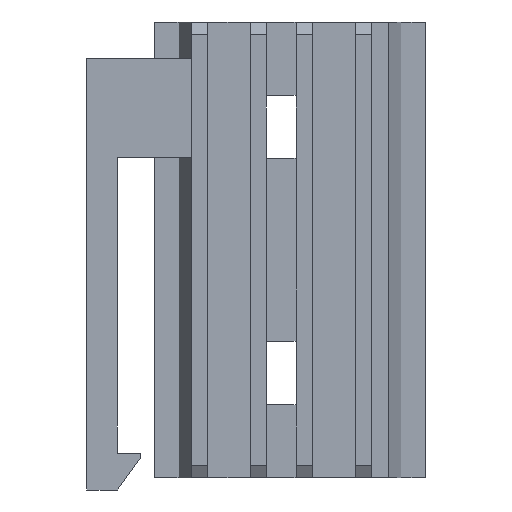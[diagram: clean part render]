
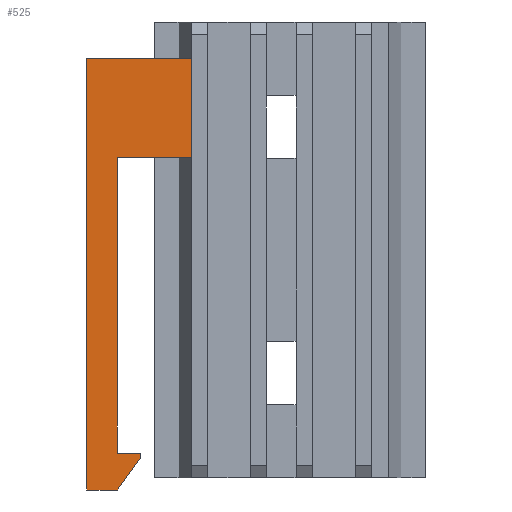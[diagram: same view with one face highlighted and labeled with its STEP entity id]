
A CAD part, front view. The second image highlights one B-rep face of the part: STEP entity #525.
In plain terms, the highlighted planar face has unit normal (0, -1, 0).
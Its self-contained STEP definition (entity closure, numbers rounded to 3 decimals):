
#54 = ORIENTED_EDGE ( 'NONE', *, *, #1704, .T. ) ;
#61 = VECTOR ( 'NONE', #1854, 1000. ) ;
#71 = EDGE_CURVE ( 'NONE', #237, #731, #1284, .T. ) ;
#93 = VERTEX_POINT ( 'NONE', #1156 ) ;
#100 = ORIENTED_EDGE ( 'NONE', *, *, #1933, .T. ) ;
#114 = ORIENTED_EDGE ( 'NONE', *, *, #71, .T. ) ;
#154 = EDGE_CURVE ( 'NONE', #1629, #375, #1782, .T. ) ;
#165 = VECTOR ( 'NONE', #780, 1000. ) ;
#205 = DIRECTION ( 'NONE',  ( 1., 0., 0. ) ) ;
#217 = CARTESIAN_POINT ( 'NONE',  ( -16.5, -1.8, 15.5 ) ) ;
#227 = CARTESIAN_POINT ( 'NONE',  ( -14., -1.8, 7.5 ) ) ;
#233 = CARTESIAN_POINT ( 'NONE',  ( -14., -1.8, -16.5 ) ) ;
#237 = VERTEX_POINT ( 'NONE', #267 ) ;
#249 = EDGE_LOOP ( 'NONE', ( #54, #606, #1812, #100, #948, #114, #787, #1855, #427 ) ) ;
#267 = CARTESIAN_POINT ( 'NONE',  ( -12.1, -1.8, -16.885 ) ) ;
#268 = LINE ( 'NONE', #1830, #393 ) ;
#285 = VERTEX_POINT ( 'NONE', #608 ) ;
#375 = VERTEX_POINT ( 'NONE', #227 ) ;
#393 = VECTOR ( 'NONE', #1801, 1000. ) ;
#394 = EDGE_CURVE ( 'NONE', #285, #93, #1282, .T. ) ;
#427 = ORIENTED_EDGE ( 'NONE', *, *, #1902, .T. ) ;
#520 = DIRECTION ( 'NONE',  ( 0., 0., 1. ) ) ;
#525 = ADVANCED_FACE ( 'NONE', ( #1745 ), #1345, .F. ) ;
#552 = CARTESIAN_POINT ( 'NONE',  ( -14., -1.8, -19.5 ) ) ;
#592 = LINE ( 'NONE', #778, #1348 ) ;
#606 = ORIENTED_EDGE ( 'NONE', *, *, #1590, .T. ) ;
#608 = CARTESIAN_POINT ( 'NONE',  ( -16.5, -1.8, 15.5 ) ) ;
#644 = DIRECTION ( 'NONE',  ( 0.588, 0., 0.809 ) ) ;
#694 = VERTEX_POINT ( 'NONE', #1739 ) ;
#707 = CARTESIAN_POINT ( 'NONE',  ( -16.5, -1.8, -19.5 ) ) ;
#731 = VERTEX_POINT ( 'NONE', #895 ) ;
#752 = CARTESIAN_POINT ( 'NONE',  ( -12.1, -1.8, -16.885 ) ) ;
#778 = CARTESIAN_POINT ( 'NONE',  ( -14., -1.8, -19.5 ) ) ;
#780 = DIRECTION ( 'NONE',  ( -1., 0., 0. ) ) ;
#787 = ORIENTED_EDGE ( 'NONE', *, *, #1941, .T. ) ;
#793 = EDGE_CURVE ( 'NONE', #1807, #237, #592, .T. ) ;
#876 = VECTOR ( 'NONE', #1275, 1000. ) ;
#895 = CARTESIAN_POINT ( 'NONE',  ( -12.1, -1.8, -16.5 ) ) ;
#948 = ORIENTED_EDGE ( 'NONE', *, *, #793, .T. ) ;
#950 = CARTESIAN_POINT ( 'NONE',  ( 0., -1.8, 0. ) ) ;
#979 = VERTEX_POINT ( 'NONE', #1968 ) ;
#1064 = VECTOR ( 'NONE', #205, 1000. ) ;
#1088 = LINE ( 'NONE', #707, #61 ) ;
#1117 = CARTESIAN_POINT ( 'NONE',  ( -8., -1.8, 15.5 ) ) ;
#1156 = CARTESIAN_POINT ( 'NONE',  ( -16.5, -1.8, -19.5 ) ) ;
#1193 = VECTOR ( 'NONE', #1245, 1000. ) ;
#1229 = LINE ( 'NONE', #1467, #165 ) ;
#1245 = DIRECTION ( 'NONE',  ( 0., 0., -1. ) ) ;
#1253 = LINE ( 'NONE', #1117, #876 ) ;
#1275 = DIRECTION ( 'NONE',  ( 0., 0., 1. ) ) ;
#1282 = LINE ( 'NONE', #217, #1193 ) ;
#1284 = LINE ( 'NONE', #752, #1330 ) ;
#1291 = DIRECTION ( 'NONE',  ( 0., 0., 1. ) ) ;
#1320 = DIRECTION ( 'NONE',  ( 0., 1., 0. ) ) ;
#1322 = CARTESIAN_POINT ( 'NONE',  ( -8., -1.8, 7.5 ) ) ;
#1330 = VECTOR ( 'NONE', #1291, 1000. ) ;
#1345 = PLANE ( 'NONE',  #1478 ) ;
#1348 = VECTOR ( 'NONE', #644, 1000. ) ;
#1393 = LINE ( 'NONE', #1322, #1064 ) ;
#1467 = CARTESIAN_POINT ( 'NONE',  ( -8., -1.8, 15.5 ) ) ;
#1478 = AXIS2_PLACEMENT_3D ( 'NONE', #950, #1320, #520 ) ;
#1486 = VECTOR ( 'NONE', #1885, 1000. ) ;
#1590 = EDGE_CURVE ( 'NONE', #979, #285, #1229, .T. ) ;
#1629 = VERTEX_POINT ( 'NONE', #1815 ) ;
#1704 = EDGE_CURVE ( 'NONE', #694, #979, #1253, .T. ) ;
#1739 = CARTESIAN_POINT ( 'NONE',  ( -8., -1.8, 7.5 ) ) ;
#1745 = FACE_OUTER_BOUND ( 'NONE', #249, .T. ) ;
#1782 = LINE ( 'NONE', #233, #1486 ) ;
#1801 = DIRECTION ( 'NONE',  ( -1., 0., 0. ) ) ;
#1807 = VERTEX_POINT ( 'NONE', #552 ) ;
#1812 = ORIENTED_EDGE ( 'NONE', *, *, #394, .T. ) ;
#1815 = CARTESIAN_POINT ( 'NONE',  ( -14., -1.8, -16.5 ) ) ;
#1830 = CARTESIAN_POINT ( 'NONE',  ( -12.1, -1.8, -16.5 ) ) ;
#1854 = DIRECTION ( 'NONE',  ( 1., 0., 0. ) ) ;
#1855 = ORIENTED_EDGE ( 'NONE', *, *, #154, .T. ) ;
#1885 = DIRECTION ( 'NONE',  ( 0., 0., 1. ) ) ;
#1902 = EDGE_CURVE ( 'NONE', #375, #694, #1393, .T. ) ;
#1933 = EDGE_CURVE ( 'NONE', #93, #1807, #1088, .T. ) ;
#1941 = EDGE_CURVE ( 'NONE', #731, #1629, #268, .T. ) ;
#1968 = CARTESIAN_POINT ( 'NONE',  ( -8., -1.8, 15.5 ) ) ;
